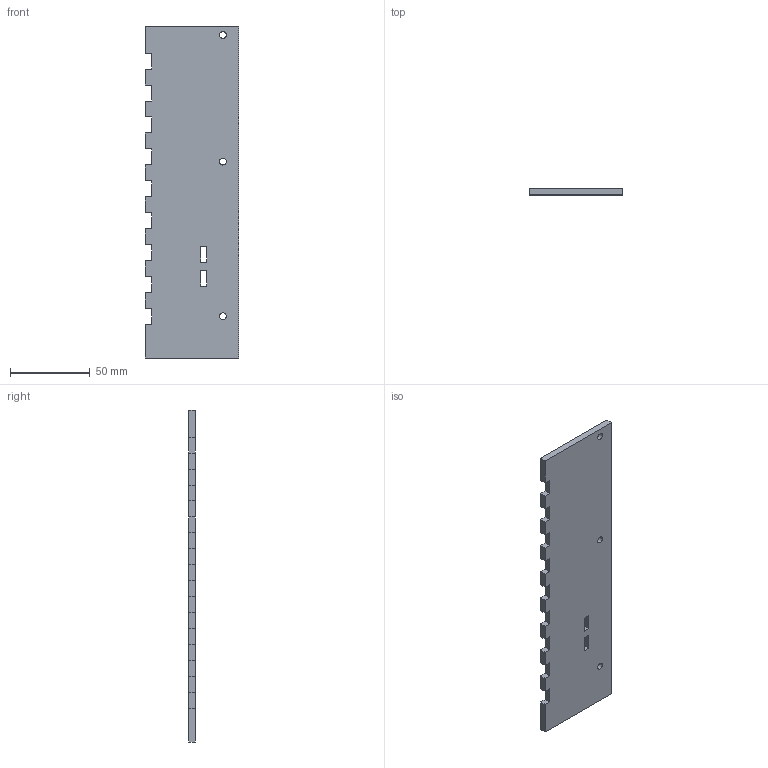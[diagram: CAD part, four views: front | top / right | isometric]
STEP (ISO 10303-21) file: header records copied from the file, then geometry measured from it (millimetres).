
FILE_DESCRIPTION(/* description */ (''),/* implementation_level */ '2;1');
FILE_NAME(/* name */ '',/* time_stamp */ '2025-01-29T17:51:39+03:00',/* author */ ('Phantom'),/* organization */ (''),/* preprocessor_version */ 'ST-DEVELOPER v20',/* originating_system */ 'Autodesk Inventor 2025',/* authorisation */ '');
FILE_SCHEMA (('AUTOMOTIVE_DESIGN { 1 0 10303 214 3 1 1 }'));
Length unit declared in the file: millimetre
Products named in the file (1): стульчак
Bounding box: 58.7 x 4 x 208 mm (x, y, z)
Volume: 46912.1 mm3; surface area: 26260 mm2
Topology: 1 solids, 1 shells, 53 faces, 153 edges, 105 vertices
Faces by surface type: plane 50, cylinder 3
Full cylindrical faces by diameter (mm): 4.2 x3
Entity records: 1789 total; most frequent: CARTESIAN_POINT 312, ORIENTED_EDGE 306, DIRECTION 267, EDGE_CURVE 153, LINE 147, VECTOR 147, VERTEX_POINT 102, EDGE_LOOP 63
